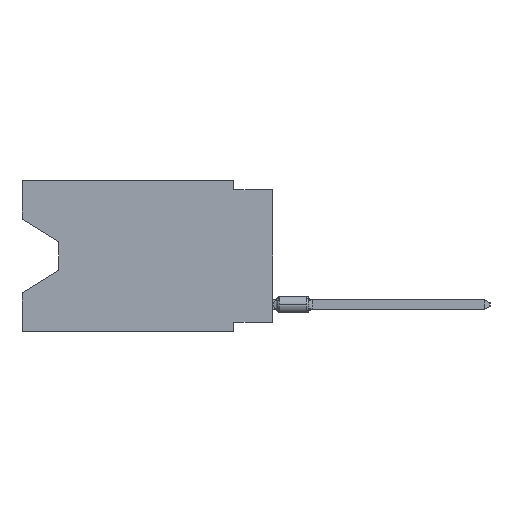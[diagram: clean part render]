
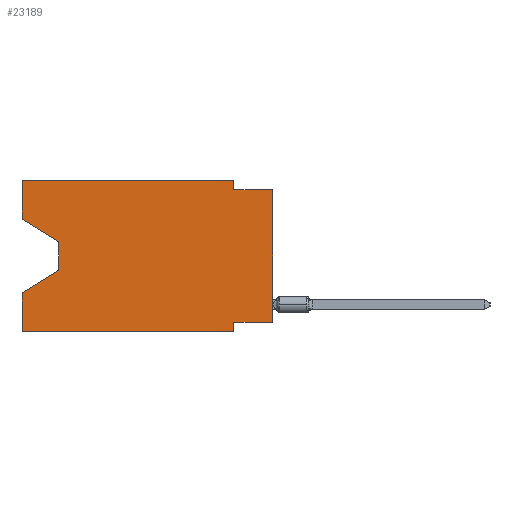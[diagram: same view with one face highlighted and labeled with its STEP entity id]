
A CAD part, left-side view. The second image highlights one B-rep face of the part: STEP entity #23189.
In plain terms, the highlighted planar face has unit normal (-1, 0, 0).
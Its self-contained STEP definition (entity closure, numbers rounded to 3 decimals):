
#1531 = DIRECTION ( 'NONE',  ( 0., 1., 0. ) ) ;
#1801 = ORIENTED_EDGE ( 'NONE', *, *, #38329, .F. ) ;
#1861 = ORIENTED_EDGE ( 'NONE', *, *, #31423, .F. ) ;
#2319 = VERTEX_POINT ( 'NONE', #37168 ) ;
#2692 = ORIENTED_EDGE ( 'NONE', *, *, #42090, .T. ) ;
#3616 = VERTEX_POINT ( 'NONE', #17267 ) ;
#4013 = ORIENTED_EDGE ( 'NONE', *, *, #36556, .T. ) ;
#5072 = LINE ( 'NONE', #22413, #30712 ) ;
#5110 = VERTEX_POINT ( 'NONE', #6731 ) ;
#5275 = ORIENTED_EDGE ( 'NONE', *, *, #22583, .T. ) ;
#5373 = FACE_OUTER_BOUND ( 'NONE', #21712, .T. ) ;
#6342 = CARTESIAN_POINT ( 'NONE',  ( 0., 16.383, -9.906 ) ) ;
#6731 = CARTESIAN_POINT ( 'NONE',  ( 0., 0., -0.635 ) ) ;
#6952 = VERTEX_POINT ( 'NONE', #17140 ) ;
#7232 = VERTEX_POINT ( 'NONE', #15726 ) ;
#7457 = CARTESIAN_POINT ( 'NONE',  ( 0., 2.54, 0. ) ) ;
#7766 = CARTESIAN_POINT ( 'NONE',  ( 0., 16.383, 0. ) ) ;
#8546 = DIRECTION ( 'NONE',  ( 0., 0., 1. ) ) ;
#8599 = CARTESIAN_POINT ( 'NONE',  ( 0., 2.54, -9.906 ) ) ;
#9370 = CARTESIAN_POINT ( 'NONE',  ( 0., 16.383, 0. ) ) ;
#9860 = CARTESIAN_POINT ( 'NONE',  ( 0., 0., -0.635 ) ) ;
#9861 = VECTOR ( 'NONE', #21547, 1000. ) ;
#11950 = CARTESIAN_POINT ( 'NONE',  ( 0., 16.383, 0. ) ) ;
#12876 = DIRECTION ( 'NONE',  ( 0., -1., 0. ) ) ;
#13571 = CARTESIAN_POINT ( 'NONE',  ( 0., 0., 0. ) ) ;
#15726 = CARTESIAN_POINT ( 'NONE',  ( 0., 0., -9.271 ) ) ;
#17140 = CARTESIAN_POINT ( 'NONE',  ( 0., 2.54, 0. ) ) ;
#17267 = CARTESIAN_POINT ( 'NONE',  ( 0., 16.383, -9.906 ) ) ;
#17410 = EDGE_CURVE ( 'NONE', #7232, #41900, #29496, .T. ) ;
#17761 = CARTESIAN_POINT ( 'NONE',  ( 0., 13.97, -4.013 ) ) ;
#18067 = CARTESIAN_POINT ( 'NONE',  ( 0., 13.97, -5.893 ) ) ;
#18392 = DIRECTION ( 'NONE',  ( 0., 0., -1. ) ) ;
#18419 = ORIENTED_EDGE ( 'NONE', *, *, #17410, .F. ) ;
#19483 = PLANE ( 'NONE',  #22612 ) ;
#20434 = DIRECTION ( 'NONE',  ( 0., -1., 0. ) ) ;
#20470 = LINE ( 'NONE', #26964, #25340 ) ;
#21201 = CARTESIAN_POINT ( 'NONE',  ( 0., 13.97, -4.013 ) ) ;
#21284 = LINE ( 'NONE', #18067, #22157 ) ;
#21426 = EDGE_CURVE ( 'NONE', #43082, #29106, #21284, .T. ) ;
#21435 = DIRECTION ( 'NONE',  ( 0., 0., -1. ) ) ;
#21547 = DIRECTION ( 'NONE',  ( 0., 0., -1. ) ) ;
#21712 = EDGE_LOOP ( 'NONE', ( #2692, #4013, #25142, #1861, #5275, #41544, #18419, #22431, #37499, #1801, #21834, #43967 ) ) ;
#21823 = LINE ( 'NONE', #28986, #40156 ) ;
#21834 = ORIENTED_EDGE ( 'NONE', *, *, #38669, .F. ) ;
#22157 = VECTOR ( 'NONE', #24753, 1000. ) ;
#22209 = EDGE_CURVE ( 'NONE', #7232, #5110, #44307, .T. ) ;
#22413 = CARTESIAN_POINT ( 'NONE',  ( 0., 16.383, 0. ) ) ;
#22431 = ORIENTED_EDGE ( 'NONE', *, *, #22209, .T. ) ;
#22583 = EDGE_CURVE ( 'NONE', #3616, #2319, #30841, .T. ) ;
#22612 = AXIS2_PLACEMENT_3D ( 'NONE', #7766, #30091, #18392 ) ;
#22692 = DIRECTION ( 'NONE',  ( 0., 0., -1. ) ) ;
#22857 = EDGE_CURVE ( 'NONE', #24898, #5110, #31113, .T. ) ;
#22965 = VECTOR ( 'NONE', #1531, 1000. ) ;
#23189 = ADVANCED_FACE ( 'NONE', ( #5373 ), #19483, .F. ) ;
#24753 = DIRECTION ( 'NONE',  ( 0., 0.855, -0.519 ) ) ;
#24897 = LINE ( 'NONE', #21201, #44250 ) ;
#24898 = VERTEX_POINT ( 'NONE', #36658 ) ;
#25142 = ORIENTED_EDGE ( 'NONE', *, *, #21426, .T. ) ;
#25337 = VECTOR ( 'NONE', #37591, 1000. ) ;
#25340 = VECTOR ( 'NONE', #45195, 1000. ) ;
#26964 = CARTESIAN_POINT ( 'NONE',  ( 0., 16.383, -2.546 ) ) ;
#28986 = CARTESIAN_POINT ( 'NONE',  ( 0., 16.383, 0. ) ) ;
#29106 = VERTEX_POINT ( 'NONE', #40901 ) ;
#29496 = LINE ( 'NONE', #33189, #22965 ) ;
#30091 = DIRECTION ( 'NONE',  ( 1., 0., 0. ) ) ;
#30712 = VECTOR ( 'NONE', #8546, 1000. ) ;
#30841 = LINE ( 'NONE', #6342, #32268 ) ;
#31113 = LINE ( 'NONE', #9860, #44095 ) ;
#31423 = EDGE_CURVE ( 'NONE', #3616, #29106, #5072, .T. ) ;
#32268 = VECTOR ( 'NONE', #20434, 1000. ) ;
#32689 = DIRECTION ( 'NONE',  ( 0., -1., 0. ) ) ;
#33189 = CARTESIAN_POINT ( 'NONE',  ( 0., 0., -9.271 ) ) ;
#33923 = EDGE_CURVE ( 'NONE', #41900, #2319, #40264, .T. ) ;
#34149 = DIRECTION ( 'NONE',  ( 0., 0., 1. ) ) ;
#34631 = VERTEX_POINT ( 'NONE', #17761 ) ;
#35783 = CARTESIAN_POINT ( 'NONE',  ( 0., 13.97, -5.893 ) ) ;
#36123 = LINE ( 'NONE', #7457, #9861 ) ;
#36556 = EDGE_CURVE ( 'NONE', #34631, #43082, #24897, .T. ) ;
#36651 = VERTEX_POINT ( 'NONE', #11950 ) ;
#36658 = CARTESIAN_POINT ( 'NONE',  ( 0., 2.54, -0.635 ) ) ;
#37168 = CARTESIAN_POINT ( 'NONE',  ( 0., 2.54, -9.906 ) ) ;
#37499 = ORIENTED_EDGE ( 'NONE', *, *, #22857, .F. ) ;
#37591 = DIRECTION ( 'NONE',  ( 0., 0., 1. ) ) ;
#37740 = EDGE_CURVE ( 'NONE', #40523, #36651, #41045, .T. ) ;
#38180 = VECTOR ( 'NONE', #34149, 1000. ) ;
#38329 = EDGE_CURVE ( 'NONE', #6952, #24898, #36123, .T. ) ;
#38669 = EDGE_CURVE ( 'NONE', #36651, #6952, #21823, .T. ) ;
#38835 = CARTESIAN_POINT ( 'NONE',  ( 0., 16.383, -2.546 ) ) ;
#40156 = VECTOR ( 'NONE', #32689, 1000. ) ;
#40160 = CARTESIAN_POINT ( 'NONE',  ( 0., 2.54, -9.271 ) ) ;
#40264 = LINE ( 'NONE', #8599, #42582 ) ;
#40523 = VERTEX_POINT ( 'NONE', #38835 ) ;
#40901 = CARTESIAN_POINT ( 'NONE',  ( 0., 16.383, -7.36 ) ) ;
#41045 = LINE ( 'NONE', #9370, #25337 ) ;
#41544 = ORIENTED_EDGE ( 'NONE', *, *, #33923, .F. ) ;
#41900 = VERTEX_POINT ( 'NONE', #40160 ) ;
#42090 = EDGE_CURVE ( 'NONE', #40523, #34631, #20470, .T. ) ;
#42582 = VECTOR ( 'NONE', #22692, 1000. ) ;
#43082 = VERTEX_POINT ( 'NONE', #35783 ) ;
#43967 = ORIENTED_EDGE ( 'NONE', *, *, #37740, .F. ) ;
#44095 = VECTOR ( 'NONE', #12876, 1000. ) ;
#44250 = VECTOR ( 'NONE', #21435, 1000. ) ;
#44307 = LINE ( 'NONE', #13571, #38180 ) ;
#45195 = DIRECTION ( 'NONE',  ( 0., -0.855, -0.519 ) ) ;
